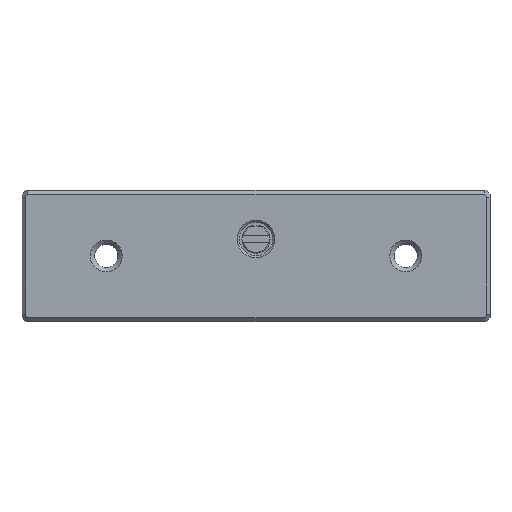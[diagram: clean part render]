
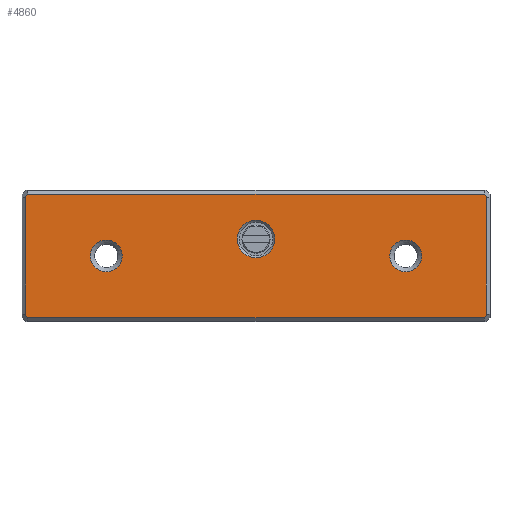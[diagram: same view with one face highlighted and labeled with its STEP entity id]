
A CAD part, top view. The second image highlights one B-rep face of the part: STEP entity #4860.
In plain terms, the highlighted planar face has unit normal (0, 0, 1).
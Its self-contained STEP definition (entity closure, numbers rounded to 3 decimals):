
#4313=FACE_BOUND('',#6859,.T.);
#4314=FACE_BOUND('',#6860,.T.);
#4315=FACE_BOUND('',#6861,.T.);
#4316=FACE_BOUND('',#6862,.T.);
#4860=ADVANCED_FACE('',(#4313,#4314,#4315,#4316),#5576,.F.);
#5576=PLANE('',#17625);
#6859=EDGE_LOOP('',(#8459));
#6860=EDGE_LOOP('',(#8460));
#6861=EDGE_LOOP('',(#8461));
#6862=EDGE_LOOP('',(#8462,#8463,#8464,#8465,#8466,#8467,#8468,#8469));
#7576=CIRCLE('',#17622,1.);
#7577=CIRCLE('',#17623,0.85);
#7578=CIRCLE('',#17624,0.85);
#8459=ORIENTED_EDGE('',*,*,#13370,.T.);
#8460=ORIENTED_EDGE('',*,*,#13371,.T.);
#8461=ORIENTED_EDGE('',*,*,#13372,.T.);
#8462=ORIENTED_EDGE('',*,*,#13373,.T.);
#8463=ORIENTED_EDGE('',*,*,#13374,.T.);
#8464=ORIENTED_EDGE('',*,*,#13375,.T.);
#8465=ORIENTED_EDGE('',*,*,#13376,.T.);
#8466=ORIENTED_EDGE('',*,*,#13377,.T.);
#8467=ORIENTED_EDGE('',*,*,#13378,.T.);
#8468=ORIENTED_EDGE('',*,*,#13379,.T.);
#8469=ORIENTED_EDGE('',*,*,#13380,.T.);
#12039=VERTEX_POINT('',#22721);
#12040=VERTEX_POINT('',#22723);
#12041=VERTEX_POINT('',#22725);
#12042=VERTEX_POINT('',#22727);
#12043=VERTEX_POINT('',#22728);
#12044=VERTEX_POINT('',#22730);
#12045=VERTEX_POINT('',#22732);
#12046=VERTEX_POINT('',#22734);
#12047=VERTEX_POINT('',#22736);
#12048=VERTEX_POINT('',#22738);
#12049=VERTEX_POINT('',#22740);
#13370=EDGE_CURVE('',#12039,#12039,#7576,.T.);
#13371=EDGE_CURVE('',#12040,#12040,#7577,.T.);
#13372=EDGE_CURVE('',#12041,#12041,#7578,.T.);
#13373=EDGE_CURVE('',#12042,#12043,#15080,.T.);
#13374=EDGE_CURVE('',#12043,#12044,#15081,.T.);
#13375=EDGE_CURVE('',#12044,#12045,#15082,.T.);
#13376=EDGE_CURVE('',#12045,#12046,#15083,.T.);
#13377=EDGE_CURVE('',#12046,#12047,#15084,.T.);
#13378=EDGE_CURVE('',#12047,#12048,#15085,.T.);
#13379=EDGE_CURVE('',#12048,#12049,#15086,.T.);
#13380=EDGE_CURVE('',#12049,#12042,#15087,.T.);
#15080=LINE('',#22726,#16544);
#15081=LINE('',#22729,#16545);
#15082=LINE('',#22731,#16546);
#15083=LINE('',#22733,#16547);
#15084=LINE('',#22735,#16548);
#15085=LINE('',#22737,#16549);
#15086=LINE('',#22739,#16550);
#15087=LINE('',#22741,#16551);
#16544=VECTOR('',#18865,1.);
#16545=VECTOR('',#18866,1.);
#16546=VECTOR('',#18867,1.);
#16547=VECTOR('',#18868,1.);
#16548=VECTOR('',#18869,1.);
#16549=VECTOR('',#18870,1.);
#16550=VECTOR('',#18871,1.);
#16551=VECTOR('',#18872,1.);
#17622=AXIS2_PLACEMENT_3D('',#22720,#18859,#18860);
#17623=AXIS2_PLACEMENT_3D('',#22722,#18861,#18862);
#17624=AXIS2_PLACEMENT_3D('',#22724,#18863,#18864);
#17625=AXIS2_PLACEMENT_3D('',#22742,#18873,#18874);
#18859=DIRECTION('',(0.,0.,-1.));
#18860=DIRECTION('',(-1.,0.,0.));
#18861=DIRECTION('',(0.,0.,-1.));
#18862=DIRECTION('',(-1.,0.,0.));
#18863=DIRECTION('',(0.,0.,-1.));
#18864=DIRECTION('',(-1.,0.,0.));
#18865=DIRECTION('',(-0.577,-0.816,0.));
#18866=DIRECTION('',(0.,-1.,0.));
#18867=DIRECTION('',(0.577,-0.816,0.));
#18868=DIRECTION('',(1.,0.,0.));
#18869=DIRECTION('',(0.577,0.816,0.));
#18870=DIRECTION('',(0.,1.,0.));
#18871=DIRECTION('',(-0.577,0.816,0.));
#18872=DIRECTION('',(-1.,0.,0.));
#18873=DIRECTION('',(0.,0.,-1.));
#18874=DIRECTION('',(1.,0.,0.));
#22720=CARTESIAN_POINT('',(0.,0.9,4.));
#22721=CARTESIAN_POINT('',(-1.,0.9,4.));
#22722=CARTESIAN_POINT('',(8.,0.,4.));
#22723=CARTESIAN_POINT('',(7.15,0.,4.));
#22724=CARTESIAN_POINT('',(-8.,0.,4.));
#22725=CARTESIAN_POINT('',(-8.85,0.,4.));
#22726=CARTESIAN_POINT('',(-12.235,3.25,4.));
#22727=CARTESIAN_POINT('',(-12.2,3.3,4.));
#22728=CARTESIAN_POINT('',(-12.3,3.159,4.));
#22729=CARTESIAN_POINT('',(-12.3,3.5,4.));
#22730=CARTESIAN_POINT('',(-12.3,-3.159,4.));
#22731=CARTESIAN_POINT('',(-12.235,-3.25,4.));
#22732=CARTESIAN_POINT('',(-12.2,-3.3,4.));
#22733=CARTESIAN_POINT('',(12.5,-3.3,4.));
#22734=CARTESIAN_POINT('',(12.2,-3.3,4.));
#22735=CARTESIAN_POINT('',(12.235,-3.25,4.));
#22736=CARTESIAN_POINT('',(12.3,-3.159,4.));
#22737=CARTESIAN_POINT('',(12.3,2.876,4.));
#22738=CARTESIAN_POINT('',(12.3,3.159,4.));
#22739=CARTESIAN_POINT('',(12.235,3.25,4.));
#22740=CARTESIAN_POINT('',(12.2,3.3,4.));
#22741=CARTESIAN_POINT('',(12.5,3.3,4.));
#22742=CARTESIAN_POINT('',(12.5,3.5,4.));
